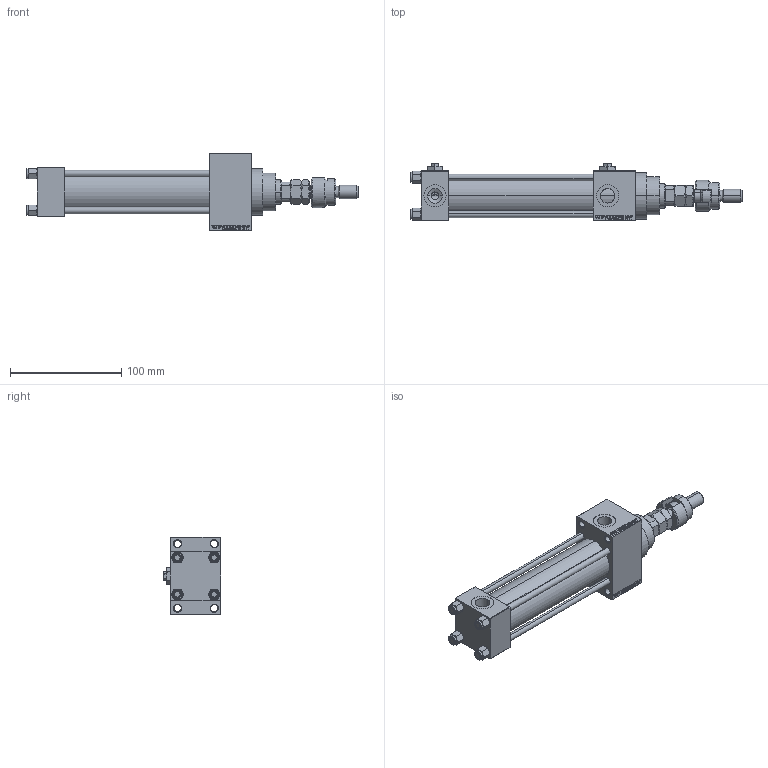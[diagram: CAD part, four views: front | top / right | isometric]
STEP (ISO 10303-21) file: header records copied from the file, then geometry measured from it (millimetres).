
FILE_DESCRIPTION (( 'STEP AP203' ), '1' );
FILE_NAME ('2e02.STEP', '2023-08-23T16:04:38', ( '' ), ( '' ), 'SwSTEP 2.0', 'SolidWorks 2019', '' );
FILE_SCHEMA (( 'CONFIG_CONTROL_DESIGN' ));
Length unit declared in the file: millimetre
Products named in the file (10): MFA 6f53475dd014bd4bb3575d94aae6f5a9; V215CR_D_TYCINKA 6f53475dd014bd4bb3575d94aae6f5a9; V215_VC_A 6f53475dd014bd4bb3575d94aae6f5a9; NUT_M5_D 6f53475dd014bd4bb3575d94aae6f5a9; FEMALE_PART_FOR_DFA 6f53475dd014bd4bb3575d94aae6f5a9; V215CR_VCP_D 6f53475dd014bd4bb3575d94aae6f5a9; 2e02; DFA 6f53475dd014bd4bb3575d94aae6f5a9; Zatka_pro_OIL_PORT 6f53475dd014bd4bb3575d94aae6f5a9; V215CR_D_Body 6f53475dd014bd4bb3575d94aae6f5a9
Assembly tree (16 placements, depth 3):
  2e02
    V215CR_D_Body 6f53475dd014bd4bb3575d94aae6f5a9
    V215CR_VCP_D 6f53475dd014bd4bb3575d94aae6f5a9
    NUT_M5_D 6f53475dd014bd4bb3575d94aae6f5a9  x4
    V215CR_D_TYCINKA 6f53475dd014bd4bb3575d94aae6f5a9  x4
    V215_VC_A 6f53475dd014bd4bb3575d94aae6f5a9
    DFA 6f53475dd014bd4bb3575d94aae6f5a9
      FEMALE_PART_FOR_DFA 6f53475dd014bd4bb3575d94aae6f5a9
      MFA 6f53475dd014bd4bb3575d94aae6f5a9
    Zatka_pro_OIL_PORT 6f53475dd014bd4bb3575d94aae6f5a9  x2
Bounding box: 299 x 52 x 70 mm (x, y, z)
Volume: 325472.7 mm3; surface area: 117987.7 mm2
Topology: 15 solids, 15 shells, 1286 faces, 3155 edges, 2018 vertices
Faces by surface type: plane 570, bspline 368, cone 224, cylinder 112, torus 12
Entity records: 51929 total; most frequent: CARTESIAN_POINT 26374, ORIENTED_EDGE 5610, DIRECTION 3801, EDGE_CURVE 2805, VERTEX_POINT 1816, LINE 1607, VECTOR 1607, EDGE_LOOP 1265
